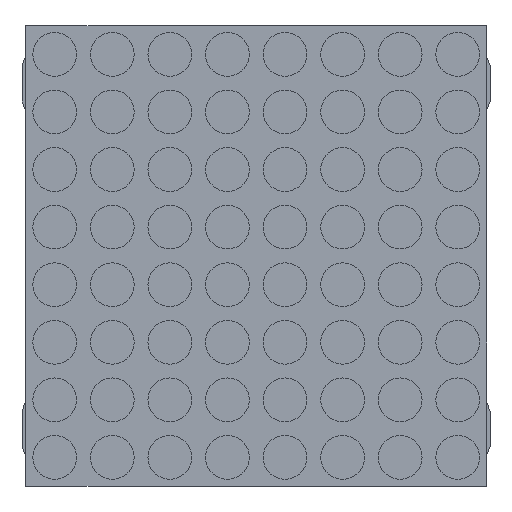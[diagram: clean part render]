
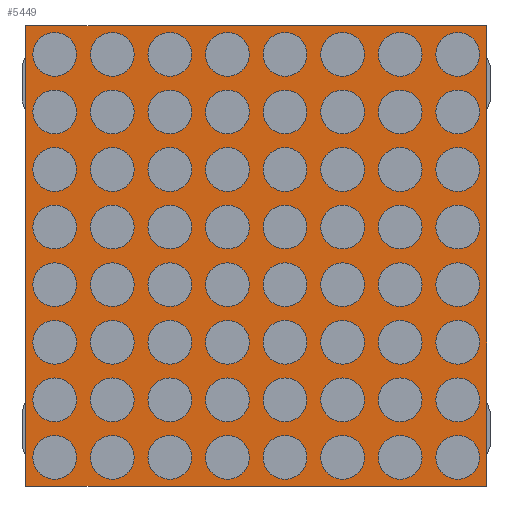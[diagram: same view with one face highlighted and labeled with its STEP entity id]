
A CAD part, top view. The second image highlights one B-rep face of the part: STEP entity #5449.
In plain terms, the highlighted planar face has unit normal (0, 0, 1).
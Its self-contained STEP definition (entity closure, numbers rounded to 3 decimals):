
#652=FACE_OUTER_BOUND('',#1082,.T.);
#1082=EDGE_LOOP('',(#3656,#3657,#3658,#3659));
#1568=LINE('',#8644,#2012);
#1571=LINE('',#8650,#2015);
#1574=LINE('',#8656,#2018);
#1577=LINE('',#8660,#2021);
#2012=VECTOR('',#6749,10.);
#2015=VECTOR('',#6754,10.);
#2018=VECTOR('',#6759,10.);
#2021=VECTOR('',#6764,10.);
#2456=VERTEX_POINT('',#8641);
#2457=VERTEX_POINT('',#8643);
#2459=VERTEX_POINT('',#8649);
#2461=VERTEX_POINT('',#8655);
#2932=EDGE_CURVE('',#2457,#2456,#1568,.T.);
#2935=EDGE_CURVE('',#2459,#2457,#1571,.T.);
#2938=EDGE_CURVE('',#2461,#2459,#1574,.T.);
#2941=EDGE_CURVE('',#2456,#2461,#1577,.T.);
#3656=ORIENTED_EDGE('',*,*,#2941,.T.);
#3657=ORIENTED_EDGE('',*,*,#2938,.T.);
#3658=ORIENTED_EDGE('',*,*,#2935,.T.);
#3659=ORIENTED_EDGE('',*,*,#2932,.T.);
#5064=PLANE('',#6022);
#5449=ADVANCED_FACE('',(#652),#5064,.T.);
#6022=AXIS2_PLACEMENT_3D('',#8661,#6765,#6766);
#6749=DIRECTION('',(1.,0.,0.));
#6754=DIRECTION('',(0.,-1.,0.));
#6759=DIRECTION('',(-1.,0.,0.));
#6764=DIRECTION('',(0.,1.,0.));
#6765=DIRECTION('center_axis',(0.,0.,1.));
#6766=DIRECTION('ref_axis',(1.,0.,0.));
#8641=CARTESIAN_POINT('',(10.,-10.,8.9));
#8643=CARTESIAN_POINT('',(-10.,-10.,8.9));
#8644=CARTESIAN_POINT('',(-10.,-10.,8.9));
#8649=CARTESIAN_POINT('',(-10.,10.,8.9));
#8650=CARTESIAN_POINT('',(-10.,10.,8.9));
#8655=CARTESIAN_POINT('',(10.,10.,8.9));
#8656=CARTESIAN_POINT('',(10.,10.,8.9));
#8660=CARTESIAN_POINT('',(10.,-10.,8.9));
#8661=CARTESIAN_POINT('Origin',(0.,0.,8.9));
